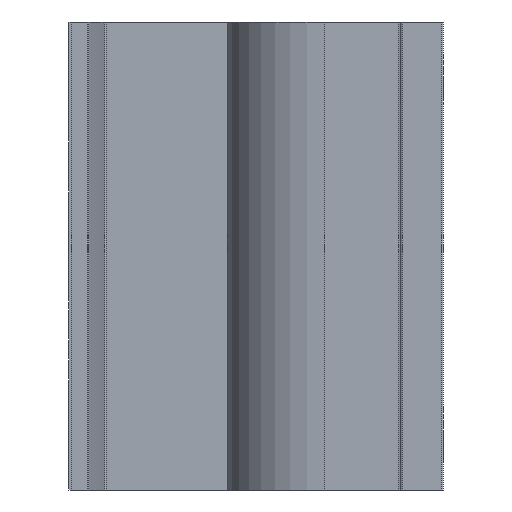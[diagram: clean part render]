
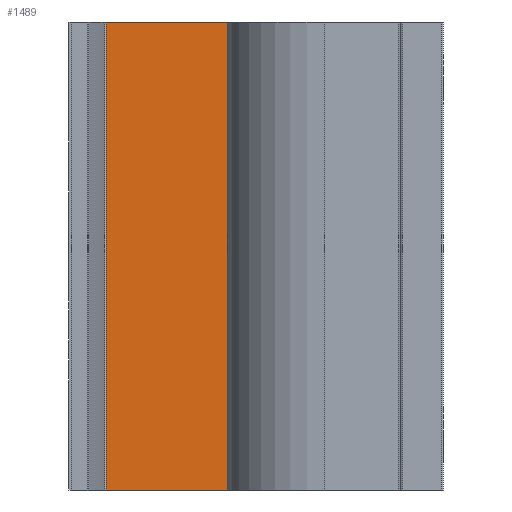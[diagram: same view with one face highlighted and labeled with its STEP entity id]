
A CAD part, left-side view. The second image highlights one B-rep face of the part: STEP entity #1489.
In plain terms, the highlighted planar face has unit normal (-1, 0, 0).
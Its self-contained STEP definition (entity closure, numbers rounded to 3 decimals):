
#87=LINE('',#2609,#158);
#88=LINE('',#2611,#159);
#89=LINE('',#2613,#160);
#90=LINE('',#2615,#161);
#158=VECTOR('',#2031,1000.);
#159=VECTOR('',#2034,1000.);
#160=VECTOR('',#2035,1000.);
#161=VECTOR('',#2036,1000.);
#184=PLANE('',#1664);
#503=ORIENTED_EDGE('',*,*,#841,.F.);
#504=ORIENTED_EDGE('',*,*,#840,.F.);
#505=ORIENTED_EDGE('',*,*,#842,.T.);
#506=ORIENTED_EDGE('',*,*,#843,.T.);
#840=EDGE_CURVE('',#991,#990,#87,.T.);
#841=EDGE_CURVE('',#990,#992,#88,.T.);
#842=EDGE_CURVE('',#991,#993,#89,.T.);
#843=EDGE_CURVE('',#993,#992,#90,.T.);
#990=VERTEX_POINT('',#2606);
#991=VERTEX_POINT('',#2608);
#992=VERTEX_POINT('',#2612);
#993=VERTEX_POINT('',#2614);
#1123=EDGE_LOOP('',(#503,#504,#505,#506));
#1296=FACE_BOUND('',#1123,.T.);
#1489=ADVANCED_FACE('',(#1296),#184,.T.);
#1664=AXIS2_PLACEMENT_3D('',#2610,#2032,#2033);
#2031=DIRECTION('',(0.,0.,1.));
#2032=DIRECTION('',(-1.,0.,0.));
#2033=DIRECTION('',(0.,0.,1.));
#2034=DIRECTION('',(0.,-1.,0.));
#2035=DIRECTION('',(0.,-1.,0.));
#2036=DIRECTION('',(0.,0.,1.));
#2606=CARTESIAN_POINT('',(-22.5,7.614,0.));
#2608=CARTESIAN_POINT('',(-22.5,7.614,-55.));
#2609=CARTESIAN_POINT('',(-22.5,7.614,-55.));
#2610=CARTESIAN_POINT('',(-22.5,7.614,-55.));
#2611=CARTESIAN_POINT('',(-22.5,7.614,0.));
#2612=CARTESIAN_POINT('',(-22.5,-6.624,0.));
#2613=CARTESIAN_POINT('',(-22.5,7.614,-55.));
#2614=CARTESIAN_POINT('',(-22.5,-6.624,-55.));
#2615=CARTESIAN_POINT('',(-22.5,-6.624,-55.));
